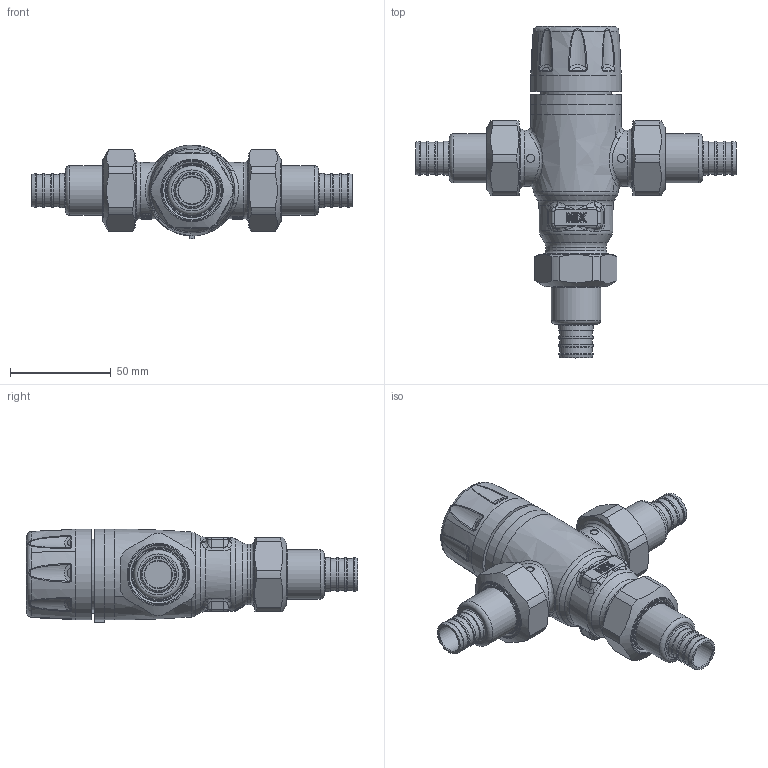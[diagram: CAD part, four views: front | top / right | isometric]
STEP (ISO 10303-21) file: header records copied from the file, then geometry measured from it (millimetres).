
FILE_DESCRIPTION(/* description */ (''),/* implementation_level */ '2;1');
FILE_NAME(/* name */ '521507A.stp',/* time_stamp */ '2025-06-10T13:49:52-05:00',/* author */ ('ischreiner'),/* organization */ (''),/* preprocessor_version */ 'ST-DEVELOPER v20',/* originating_system */ 'Autodesk Inventor 2024',/* authorisation */ '');
FILE_SCHEMA (('AUTOMOTIVE_DESIGN { 1 0 10303 214 3 1 1 }'));
Length unit declared in the file: millimetre
Products named in the file (4): 521507A; 521101A; F0015061 PEX crimp 0.75 tailpiece for check; F61008 - 1 inch union nut
Assembly tree (7 placements, depth 2):
  521507A
    521101A
    F0015061 PEX crimp 0.75 tailpiece for check  x3
    F61008 - 1 inch union nut  x3
Bounding box: 158.93 x 164.51 x 46.5 mm (x, y, z)
Volume: 227508.8 mm3; surface area: 55544.1 mm2
Topology: 7 solids, 7 shells, 1360 faces, 3104 edges, 1717 vertices
Faces by surface type: bspline 511, cylinder 411, plane 226, torus 78, sphere 68, cone 66
Full cylindrical faces by diameter (mm): 2 x1, 4 x2, 8 x1, 9 x1, 13.462 x3, 15.875 x9, 16.942 x12, 20.091 x6, 20.574 x3, 20.6 x3, 22 x3, 24.384 x3, 26.416 x3, 26.924 x3, 28 x2, 29.972 x3, 30 x1, 30.302 x3, 31 x1, 33.1 x3, 45 x2
Entity records: 85762 total; most frequent: CARTESIAN_POINT 59690, ORIENTED_EDGE 5412, DIRECTION 4798, EDGE_CURVE 2706, AXIS2_PLACEMENT_3D 2007, VERTEX_POINT 1531, EDGE_LOOP 1263, FACE_OUTER_BOUND 1220
